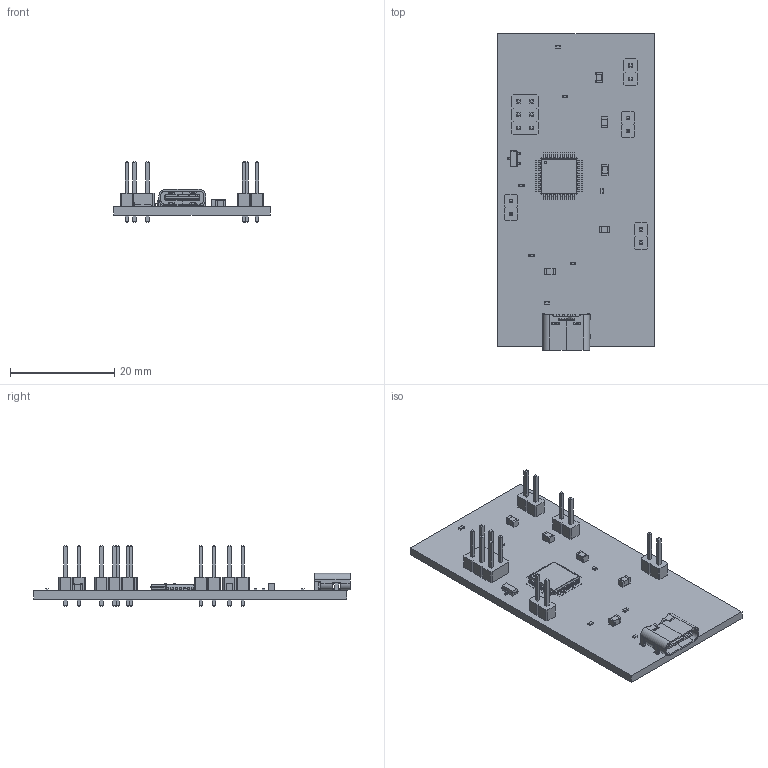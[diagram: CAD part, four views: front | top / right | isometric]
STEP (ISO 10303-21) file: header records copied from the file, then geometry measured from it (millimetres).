
FILE_DESCRIPTION(('KiCad electronic assembly'),'2;1');
FILE_NAME('Hat PCB.step','2025-01-02T19:05:17',('Pcbnew'),('Kicad'), 'Open CASCADE STEP processor 7.8','KiCad to STEP converter','Unknown' );
FILE_SCHEMA(('AUTOMOTIVE_DESIGN { 1 0 10303 214 1 1 1 1 }'));
Length unit declared in the file: millimetre
Products named in the file (16): Hat PCB 1; PinHeader_1x02_P2.54mm_Vertical; PinHeader_1x02_P254mm_Vertical; R_0402_1005Metric; C_0805_2012Metric; PinHeader_2x03_P2.54mm_Vertical; PinHeader_2x03_P254mm_Vertical; TQFP-32_7x7mm_P0.8mm; TQFP_32_7x7mm_P08mm; USB_C_Receptacle_GCT_USB4125-xx-x_6P_TopMnt_Horizontal; SOT-23; SOT_23; Hat PCB_PCB
Assembly tree (28 placements, depth 3):
  Hat PCB 1
    PinHeader_1x02_P2.54mm_Vertical  x4
      PinHeader_1x02_P254mm_Vertical
    R_0402_1005Metric  x7
      R_0402_1005Metric
    C_0805_2012Metric  x5
      C_0805_2012Metric
    PinHeader_2x03_P2.54mm_Vertical
      PinHeader_2x03_P254mm_Vertical
    TQFP-32_7x7mm_P0.8mm
      TQFP_32_7x7mm_P08mm
    USB_C_Receptacle_GCT_USB4125-xx-x_6P_TopMnt_Horizontal
      USB_C_Receptacle_GCT_USB4125-xx-x_6P_TopMnt_Horizontal
    SOT-23
      SOT_23
    Hat PCB_PCB
Bounding box: 30 x 60.65 x 11.54 mm (x, y, z)
Volume: 3299.2 mm3; surface area: 5401.9 mm2
Topology: 36 solids, 36 shells, 1844 faces, 4683 edges, 2948 vertices
Faces by surface type: plane 1354, cylinder 397, bspline 91, cone 2
Full cylindrical faces by diameter (mm): 0.5 x1, 0.8 x2, 1 x14
Entity records: 55270 total; most frequent: CARTESIAN_POINT 10807, ORIENTED_EDGE 7258, DIRECTION 6859, EDGE_CURVE 3621, LINE 2923, VECTOR 2923, VERTEX_POINT 2264, AXIS2_PLACEMENT_3D 1968
